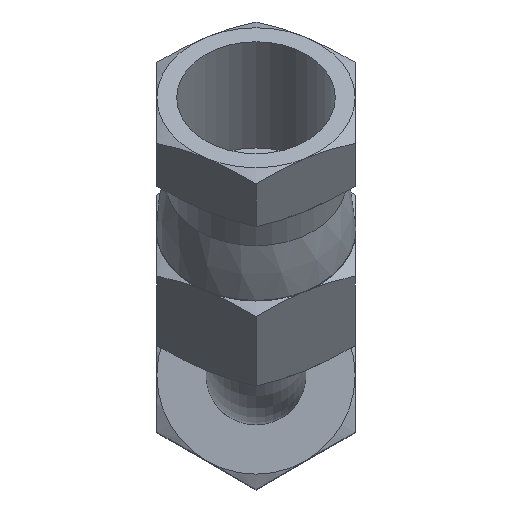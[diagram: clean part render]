
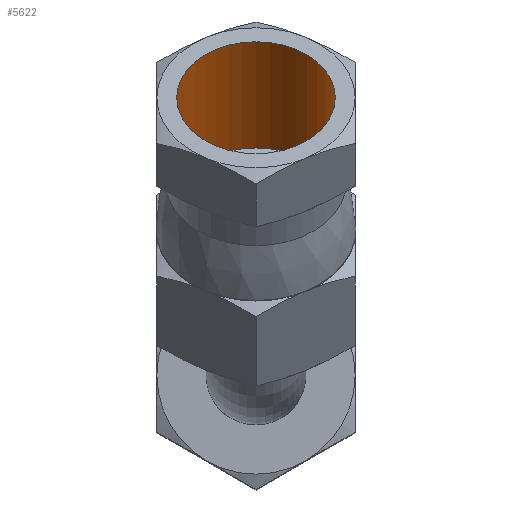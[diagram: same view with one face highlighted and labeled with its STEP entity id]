
A CAD part, top view. The second image highlights one B-rep face of the part: STEP entity #5622.
In plain terms, the highlighted cylindrical face has radius 6.35 mm (diameter 12.7 mm), a full revolution.
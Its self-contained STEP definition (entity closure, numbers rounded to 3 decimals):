
#934=FACE_OUTER_BOUND('',#1292,.T.);
#1292=EDGE_LOOP('',(#5115,#5116,#5117,#5118));
#1692=LINE('',#11766,#2057);
#2057=VECTOR('',#7267,6.35);
#2239=CIRCLE('',#6107,6.35);
#2240=CIRCLE('',#6108,6.35);
#2755=VERTEX_POINT('',#11763);
#2756=VERTEX_POINT('',#11765);
#3547=EDGE_CURVE('',#2755,#2755,#2239,.T.);
#3548=EDGE_CURVE('',#2755,#2756,#1692,.T.);
#3549=EDGE_CURVE('',#2756,#2756,#2240,.T.);
#5115=ORIENTED_EDGE('',*,*,#3547,.F.);
#5116=ORIENTED_EDGE('',*,*,#3548,.T.);
#5117=ORIENTED_EDGE('',*,*,#3549,.F.);
#5118=ORIENTED_EDGE('',*,*,#3548,.F.);
#5336=CYLINDRICAL_SURFACE('',#6106,6.35);
#5622=ADVANCED_FACE('',(#934),#5336,.F.);
#6106=AXIS2_PLACEMENT_3D('',#11762,#7263,#7264);
#6107=AXIS2_PLACEMENT_3D('',#11764,#7265,#7266);
#6108=AXIS2_PLACEMENT_3D('',#11767,#7268,#7269);
#7263=DIRECTION('center_axis',(0.,0.,
-1.));
#7264=DIRECTION('ref_axis',(-1.,0.,0.));
#7265=DIRECTION('center_axis',(0.,0.,
1.));
#7266=DIRECTION('ref_axis',(-1.,0.,0.));
#7267=DIRECTION('',(0.,0.,1.));
#7268=DIRECTION('center_axis',(0.,0.,
-1.));
#7269=DIRECTION('ref_axis',(-1.,0.,0.));
#11762=CARTESIAN_POINT('Origin',(0.,0.,
-9.));
#11763=CARTESIAN_POINT('',(6.35,0.,-15.));
#11764=CARTESIAN_POINT('Origin',(0.,0.,
-15.));
#11765=CARTESIAN_POINT('',(6.35,0.,-3.));
#11766=CARTESIAN_POINT('',(6.35,0.,-9.));
#11767=CARTESIAN_POINT('Origin',(0.,0.,
-3.));
